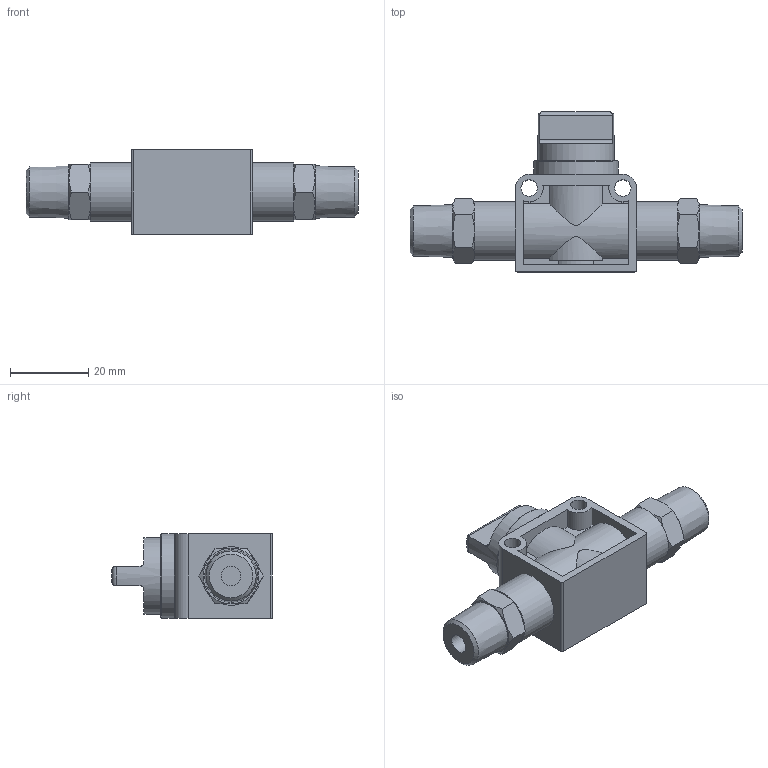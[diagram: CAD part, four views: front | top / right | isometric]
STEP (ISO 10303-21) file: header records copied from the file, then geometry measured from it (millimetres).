
FILE_DESCRIPTION(/* description */ ('STEP AP214'),/* implementation_level */ '2;1');
FILE_NAME(/* name */ '190878_HE-3-1_4-1_4-NPT-U',/* time_stamp */ '2024-08-29T02:48:14+02:00',/* author */ ('License CC BY-ND 4.0'),/* organization */ ('CADENAS'),/* preprocessor_version */ 'ST-DEVELOPER v19.3',/* originating_system */ 'PARTsolutions',/* authorisation */ ' ');
FILE_SCHEMA (('AUTOMOTIVE_DESIGN {1 0 10303 214 3 1 1}'));
Length unit declared in the file: millimetre
Products named in the file (1): 190878 HE-3-1/4-1/4-NPT-U
Bounding box: 85 x 41 x 21.7 mm (x, y, z)
Volume: 24419.9 mm3; surface area: 8946.3 mm2
Topology: 1 solids, 1 shells, 110 faces, 263 edges, 166 vertices
Faces by surface type: plane 51, cone 29, cylinder 28, torus 2
Full cylindrical faces by diameter (mm): 4.2 x2, 5 x2, 15 x2, 19.5 x1, 21.7 x1
Entity records: 4003 total; most frequent: CARTESIAN_POINT 777, ORIENTED_EDGE 494, DIRECTION 486, EDGE_CURVE 247, AXIS2_PLACEMENT_3D 192, VERTEX_POINT 163, EDGE_LOOP 138, FACE_BOUND 138
